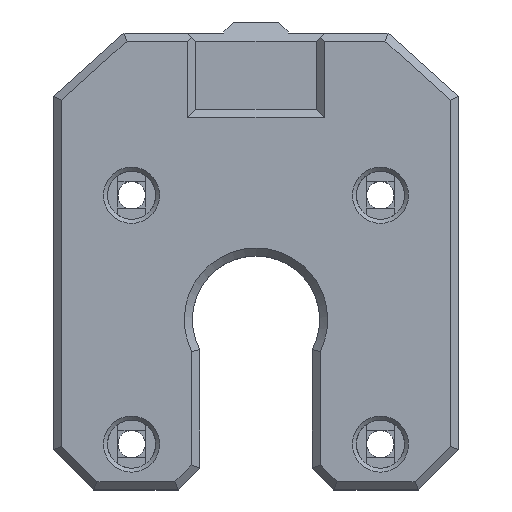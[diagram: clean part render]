
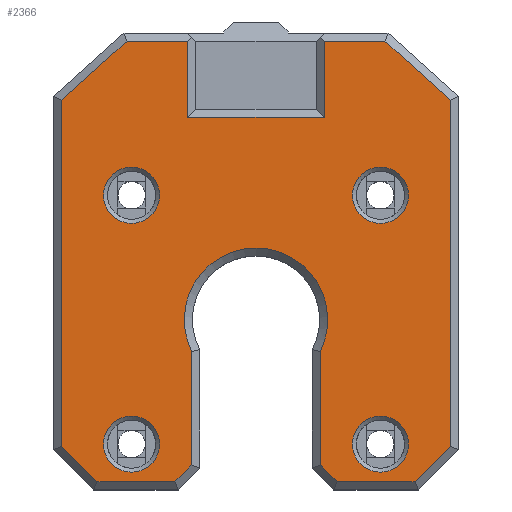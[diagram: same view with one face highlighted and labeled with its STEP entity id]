
A CAD part, top view. The second image highlights one B-rep face of the part: STEP entity #2366.
In plain terms, the highlighted planar face has unit normal (0, 0, 1).
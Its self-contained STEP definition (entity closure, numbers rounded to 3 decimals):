
#42=FACE_BOUND('',#268,.T.);
#43=FACE_BOUND('',#269,.T.);
#44=FACE_BOUND('',#270,.T.);
#45=FACE_BOUND('',#271,.T.);
#56=CIRCLE('',#2519,8.929);
#57=CIRCLE('',#2520,3.5);
#58=CIRCLE('',#2521,3.5);
#59=CIRCLE('',#2522,3.5);
#60=CIRCLE('',#2523,3.5);
#129=FACE_OUTER_BOUND('',#267,.T.);
#267=EDGE_LOOP('',(#1572,#1573,#1574,#1575,#1576,#1577,#1578,#1579,#1580,
#1581,#1582,#1583,#1584,#1585,#1586,#1587,#1588,#1589));
#268=EDGE_LOOP('',(#1590));
#269=EDGE_LOOP('',(#1591));
#270=EDGE_LOOP('',(#1592));
#271=EDGE_LOOP('',(#1593));
#426=LINE('',#3436,#707);
#429=LINE('',#3442,#710);
#436=LINE('',#3455,#717);
#437=LINE('',#3458,#718);
#438=LINE('',#3460,#719);
#439=LINE('',#3462,#720);
#440=LINE('',#3464,#721);
#441=LINE('',#3466,#722);
#442=LINE('',#3468,#723);
#443=LINE('',#3470,#724);
#444=LINE('',#3474,#725);
#445=LINE('',#3476,#726);
#446=LINE('',#3478,#727);
#447=LINE('',#3480,#728);
#448=LINE('',#3482,#729);
#449=LINE('',#3484,#730);
#450=LINE('',#3485,#731);
#707=VECTOR('',#2738,10.);
#710=VECTOR('',#2745,10.);
#717=VECTOR('',#2754,10.);
#718=VECTOR('',#2757,10.);
#719=VECTOR('',#2758,10.);
#720=VECTOR('',#2759,10.);
#721=VECTOR('',#2760,10.);
#722=VECTOR('',#2761,10.);
#723=VECTOR('',#2762,10.);
#724=VECTOR('',#2763,10.);
#725=VECTOR('',#2766,10.);
#726=VECTOR('',#2767,10.);
#727=VECTOR('',#2768,10.);
#728=VECTOR('',#2769,10.);
#729=VECTOR('',#2770,10.);
#730=VECTOR('',#2771,10.);
#731=VECTOR('',#2772,10.);
#984=VERTEX_POINT('',#3429);
#987=VERTEX_POINT('',#3434);
#988=VERTEX_POINT('',#3441);
#993=VERTEX_POINT('',#3453);
#994=VERTEX_POINT('',#3457);
#995=VERTEX_POINT('',#3459);
#996=VERTEX_POINT('',#3461);
#997=VERTEX_POINT('',#3463);
#998=VERTEX_POINT('',#3465);
#999=VERTEX_POINT('',#3467);
#1000=VERTEX_POINT('',#3469);
#1001=VERTEX_POINT('',#3471);
#1002=VERTEX_POINT('',#3473);
#1003=VERTEX_POINT('',#3475);
#1004=VERTEX_POINT('',#3477);
#1005=VERTEX_POINT('',#3479);
#1006=VERTEX_POINT('',#3481);
#1007=VERTEX_POINT('',#3483);
#1008=VERTEX_POINT('',#3486);
#1009=VERTEX_POINT('',#3488);
#1010=VERTEX_POINT('',#3490);
#1011=VERTEX_POINT('',#3492);
#1205=EDGE_CURVE('',#987,#984,#426,.T.);
#1208=EDGE_CURVE('',#984,#988,#429,.T.);
#1215=EDGE_CURVE('',#993,#987,#436,.T.);
#1216=EDGE_CURVE('',#994,#993,#437,.T.);
#1217=EDGE_CURVE('',#995,#994,#438,.T.);
#1218=EDGE_CURVE('',#996,#995,#439,.T.);
#1219=EDGE_CURVE('',#997,#996,#440,.T.);
#1220=EDGE_CURVE('',#998,#997,#441,.T.);
#1221=EDGE_CURVE('',#999,#998,#442,.T.);
#1222=EDGE_CURVE('',#1000,#999,#443,.T.);
#1223=EDGE_CURVE('',#1001,#1000,#56,.T.);
#1224=EDGE_CURVE('',#1002,#1001,#444,.T.);
#1225=EDGE_CURVE('',#1003,#1002,#445,.T.);
#1226=EDGE_CURVE('',#1004,#1003,#446,.T.);
#1227=EDGE_CURVE('',#1005,#1004,#447,.T.);
#1228=EDGE_CURVE('',#1006,#1005,#448,.T.);
#1229=EDGE_CURVE('',#1007,#1006,#449,.T.);
#1230=EDGE_CURVE('',#988,#1007,#450,.T.);
#1231=EDGE_CURVE('',#1008,#1008,#57,.T.);
#1232=EDGE_CURVE('',#1009,#1009,#58,.T.);
#1233=EDGE_CURVE('',#1010,#1010,#59,.T.);
#1234=EDGE_CURVE('',#1011,#1011,#60,.T.);
#1572=ORIENTED_EDGE('',*,*,#1215,.F.);
#1573=ORIENTED_EDGE('',*,*,#1216,.F.);
#1574=ORIENTED_EDGE('',*,*,#1217,.F.);
#1575=ORIENTED_EDGE('',*,*,#1218,.F.);
#1576=ORIENTED_EDGE('',*,*,#1219,.F.);
#1577=ORIENTED_EDGE('',*,*,#1220,.F.);
#1578=ORIENTED_EDGE('',*,*,#1221,.F.);
#1579=ORIENTED_EDGE('',*,*,#1222,.F.);
#1580=ORIENTED_EDGE('',*,*,#1223,.F.);
#1581=ORIENTED_EDGE('',*,*,#1224,.F.);
#1582=ORIENTED_EDGE('',*,*,#1225,.F.);
#1583=ORIENTED_EDGE('',*,*,#1226,.F.);
#1584=ORIENTED_EDGE('',*,*,#1227,.F.);
#1585=ORIENTED_EDGE('',*,*,#1228,.F.);
#1586=ORIENTED_EDGE('',*,*,#1229,.F.);
#1587=ORIENTED_EDGE('',*,*,#1230,.F.);
#1588=ORIENTED_EDGE('',*,*,#1208,.F.);
#1589=ORIENTED_EDGE('',*,*,#1205,.F.);
#1590=ORIENTED_EDGE('',*,*,#1231,.F.);
#1591=ORIENTED_EDGE('',*,*,#1232,.F.);
#1592=ORIENTED_EDGE('',*,*,#1233,.F.);
#1593=ORIENTED_EDGE('',*,*,#1234,.F.);
#2251=PLANE('',#2518);
#2366=ADVANCED_FACE('',(#129,#42,#43,#44,#45),#2251,.T.);
#2518=AXIS2_PLACEMENT_3D('',#3456,#2755,#2756);
#2519=AXIS2_PLACEMENT_3D('',#3472,#2764,#2765);
#2520=AXIS2_PLACEMENT_3D('',#3487,#2773,#2774);
#2521=AXIS2_PLACEMENT_3D('',#3489,#2775,#2776);
#2522=AXIS2_PLACEMENT_3D('',#3491,#2777,#2778);
#2523=AXIS2_PLACEMENT_3D('',#3493,#2779,#2780);
#2738=DIRECTION('',(1.,0.,0.));
#2745=DIRECTION('',(0.,1.,0.));
#2754=DIRECTION('',(0.,-1.,0.));
#2755=DIRECTION('center_axis',(0.,0.,
1.));
#2756=DIRECTION('ref_axis',(-1.,0.,0.));
#2757=DIRECTION('',(1.,0.,0.));
#2758=DIRECTION('',(0.743,0.669,0.));
#2759=DIRECTION('',(0.,1.,0.));
#2760=DIRECTION('',(-0.707,0.707,0.));
#2761=DIRECTION('',(-1.,0.,0.));
#2762=DIRECTION('',(-0.707,-0.707,0.));
#2763=DIRECTION('',(0.,-1.,0.));
#2764=DIRECTION('center_axis',(0.,0.,
1.));
#2765=DIRECTION('ref_axis',(-1.,0.,0.));
#2766=DIRECTION('',(0.,1.,0.));
#2767=DIRECTION('',(-0.707,0.707,0.));
#2768=DIRECTION('',(-1.,0.,0.));
#2769=DIRECTION('',(-0.707,-0.707,0.));
#2770=DIRECTION('',(0.,-1.,0.));
#2771=DIRECTION('',(0.743,-0.669,0.));
#2772=DIRECTION('',(1.,0.,0.));
#2773=DIRECTION('center_axis',(0.,0.,
1.));
#2774=DIRECTION('ref_axis',(-1.,0.,0.));
#2775=DIRECTION('center_axis',(0.,0.,
1.));
#2776=DIRECTION('ref_axis',(-1.,0.,0.));
#2777=DIRECTION('center_axis',(0.,0.,
1.));
#2778=DIRECTION('ref_axis',(-1.,0.,0.));
#2779=DIRECTION('center_axis',(0.,0.,
1.));
#2780=DIRECTION('ref_axis',(-1.,0.,0.));
#3429=CARTESIAN_POINT('',(8.5,-9.9,45.8));
#3434=CARTESIAN_POINT('',(-8.5,-9.9,45.8));
#3436=CARTESIAN_POINT('',(3.75,-9.9,45.8));
#3441=CARTESIAN_POINT('',(8.5,-0.4,45.8));
#3442=CARTESIAN_POINT('',(8.5,-13.95,45.8));
#3453=CARTESIAN_POINT('',(-8.5,-0.4,45.8));
#3455=CARTESIAN_POINT('',(-8.5,-18.7,45.8));
#3456=CARTESIAN_POINT('Origin',(0.,-26.5,
45.8));
#3457=CARTESIAN_POINT('',(-16.061,-0.4,45.8));
#3458=CARTESIAN_POINT('',(-7.5,-0.4,45.8));
#3459=CARTESIAN_POINT('',(-24.225,-7.745,45.8));
#3460=CARTESIAN_POINT('',(-22.36,-6.067,45.8));
#3461=CARTESIAN_POINT('',(-24.225,-50.886,45.8));
#3462=CARTESIAN_POINT('',(-24.225,-38.9,45.8));
#3463=CARTESIAN_POINT('',(-19.811,-55.3,45.8));
#3464=CARTESIAN_POINT('',(-21.912,-53.199,45.8));
#3465=CARTESIAN_POINT('',(-10.114,-55.3,45.8));
#3466=CARTESIAN_POINT('',(-2.35,-55.3,45.8));
#3467=CARTESIAN_POINT('',(-8.,-53.186,45.8));
#3468=CARTESIAN_POINT('',(-0.532,-45.718,45.8));
#3469=CARTESIAN_POINT('',(-8.,-39.065,45.8));
#3470=CARTESIAN_POINT('',(-8.,-51.8,45.8));
#3471=CARTESIAN_POINT('',(8.,-39.065,45.8));
#3472=CARTESIAN_POINT('Origin',(0.,-35.1,
45.8));
#3473=CARTESIAN_POINT('',(8.,-53.186,45.8));
#3474=CARTESIAN_POINT('',(8.,-51.8,45.8));
#3475=CARTESIAN_POINT('',(10.114,-55.3,45.8));
#3476=CARTESIAN_POINT('',(-1.968,-43.218,45.8));
#3477=CARTESIAN_POINT('',(19.811,-55.3,45.8));
#3478=CARTESIAN_POINT('',(10.113,-55.3,45.8));
#3479=CARTESIAN_POINT('',(24.225,-50.886,45.8));
#3480=CARTESIAN_POINT('',(24.412,-50.699,45.8));
#3481=CARTESIAN_POINT('',(24.225,-7.745,45.8));
#3482=CARTESIAN_POINT('',(24.225,-16.9,45.8));
#3483=CARTESIAN_POINT('',(16.061,-0.4,45.8));
#3484=CARTESIAN_POINT('',(17.247,-1.467,45.8));
#3485=CARTESIAN_POINT('',(-7.5,-0.4,45.8));
#3486=CARTESIAN_POINT('',(-12.,-50.6,45.8));
#3487=CARTESIAN_POINT('Origin',(-15.5,-50.6,45.8));
#3488=CARTESIAN_POINT('',(19.,-19.6,45.8));
#3489=CARTESIAN_POINT('Origin',(15.5,-19.6,45.8));
#3490=CARTESIAN_POINT('',(-12.,-19.6,45.8));
#3491=CARTESIAN_POINT('Origin',(-15.5,-19.6,45.8));
#3492=CARTESIAN_POINT('',(19.,-50.6,45.8));
#3493=CARTESIAN_POINT('Origin',(15.5,-50.6,45.8));
